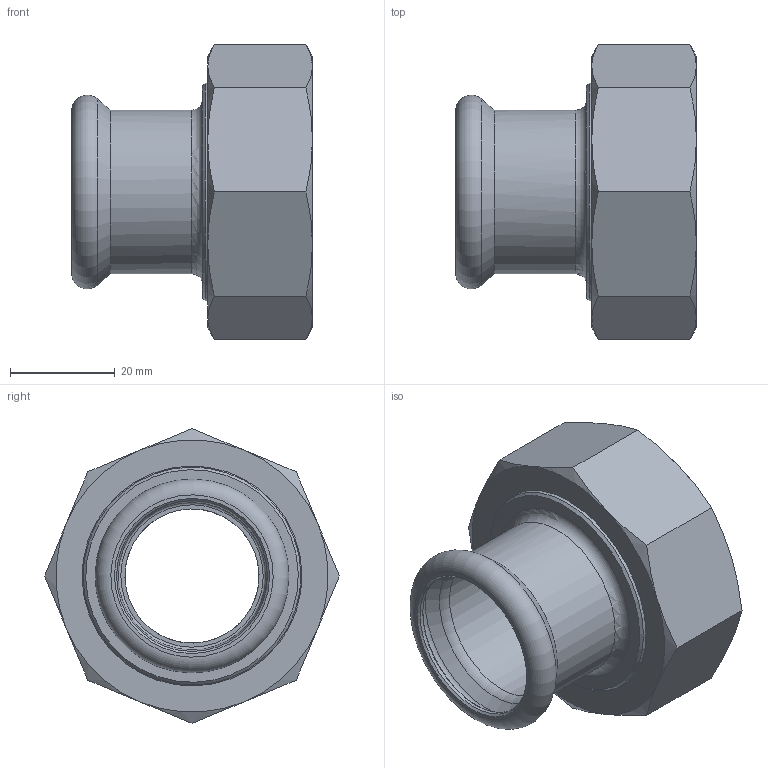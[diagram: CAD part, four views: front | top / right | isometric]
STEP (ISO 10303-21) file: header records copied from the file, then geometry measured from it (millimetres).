
FILE_DESCRIPTION(/* description */ (''),/* implementation_level */ '2;1');
FILE_NAME(/* name */ '45049.stp',/* time_stamp */ '2023-09-08T11:36:53+02:00',/* author */ ('JANAN'),/* organization */ (''),/* preprocessor_version */ 'ST-DEVELOPER v19.2',/* originating_system */ 'Autodesk Inventor 2023',/* authorisation */ '');
FILE_SCHEMA (('AUTOMOTIVE_DESIGN { 1 0 10303 214 3 1 1 }'));
Length unit declared in the file: millimetre
Products named in the file (1): tmpC676.tmp
Bounding box: 46 x 56.28 x 56.28 mm (x, y, z)
Volume: 27645.8 mm3; surface area: 18722.5 mm2
Topology: 3 solids, 3 shells, 60 faces, 120 edges, 71 vertices
Faces by surface type: cone 25, plane 19, cylinder 10, torus 6
Full cylindrical faces by diameter (mm): 25.6 x1, 28.2 x1, 28.8 x1, 31.3 x1, 32 x1, 41.6 x1, 42 x1, 44.5 x2, 45.05 x1
Entity records: 1667 total; most frequent: CARTESIAN_POINT 340, DIRECTION 271, ORIENTED_EDGE 240, AXIS2_PLACEMENT_3D 122, EDGE_CURVE 120, EDGE_LOOP 71, VERTEX_POINT 71, STYLED_ITEM 63
